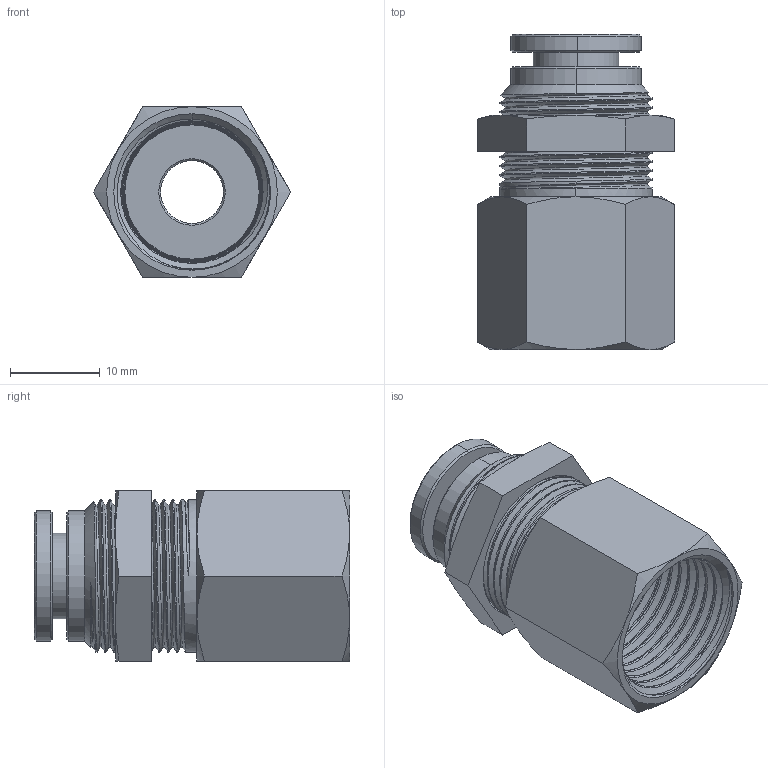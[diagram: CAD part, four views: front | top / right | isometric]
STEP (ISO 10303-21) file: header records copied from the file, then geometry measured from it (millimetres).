
FILE_DESCRIPTION (( 'STEP AP214' ), '1' );
FILE_NAME ('BCS8R3-8W.STEP', '2018-07-12T15:23:18', ( '' ), ( '' ), 'SwSTEP 2.0', 'SolidWorks 2016', '' );
FILE_SCHEMA (( 'AUTOMOTIVE_DESIGN' ));
Length unit declared in the file: millimetre
Products named in the file (1): BCS8R3-8W
Bounding box: 21.94 x 35.1 x 19 mm (x, y, z)
Volume: 5050 mm3; surface area: 7192.4 mm2
Topology: 7 solids, 7 shells, 457 faces, 1265 edges, 827 vertices
Faces by surface type: plane 163, cone 153, cylinder 91, bspline 48, torus 2
Entity records: 40468 total; most frequent: CARTESIAN_POINT 24611, ORIENTED_EDGE 2530, DIRECTION 1900, EDGE_CURVE 1265, VERTEX_POINT 827, AXIS2_PLACEMENT_3D 782, B_SPLINE_CURVE_WITH_KNOTS 542, EDGE_LOOP 476
